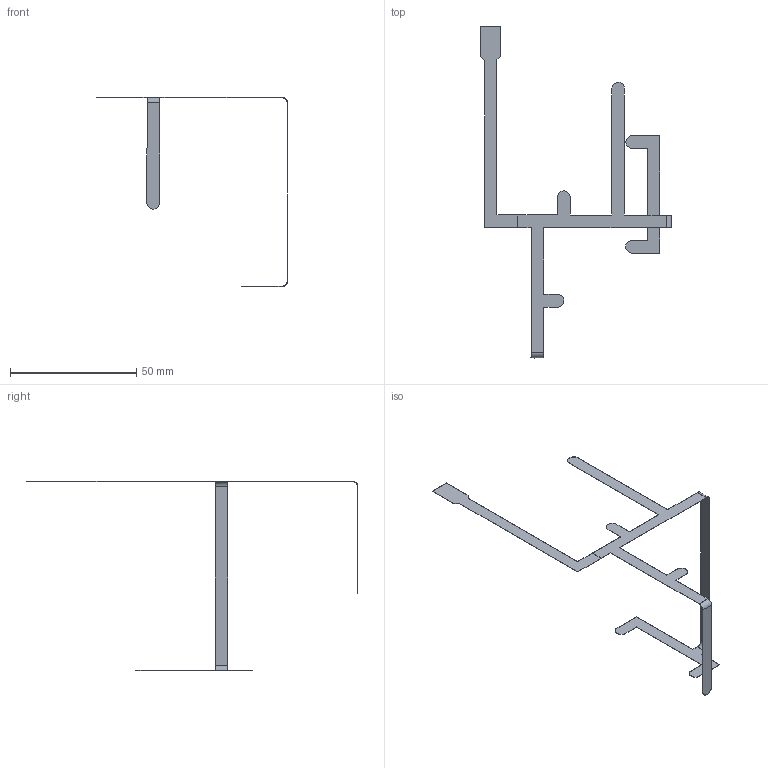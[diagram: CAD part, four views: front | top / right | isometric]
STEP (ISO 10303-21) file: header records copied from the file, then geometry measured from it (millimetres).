
FILE_DESCRIPTION(('Open CASCADE Model'),'2;1');
FILE_NAME('Open CASCADE Shape Model','2022-04-12T15:43:26',('Author'),( 'Open CASCADE'),'Open CASCADE STEP processor 6.8','Open CASCADE 6.8' ,'Unknown');
FILE_SCHEMA(('AUTOMOTIVE_DESIGN { 1 0 10303 214 1 1 1 1 }'));
Length unit declared in the file: millimetre
Products named in the file (1): PCB
Bounding box: 75.61 x 131.41 x 74.87 mm (x, y, z)
Volume: 237.9 mm3; surface area: 4676.5 mm2
Topology: 8 solids, 8 shells, 187 faces, 513 edges, 342 vertices
Faces by surface type: plane 181, cylinder 6
Entity records: 5899 total; most frequent: CARTESIAN_POINT 1129, ORIENTED_EDGE 1026, DIRECTION 865, EDGE_CURVE 513, LINE 489, VECTOR 489, VERTEX_POINT 342, AXIS2_PLACEMENT_3D 188
